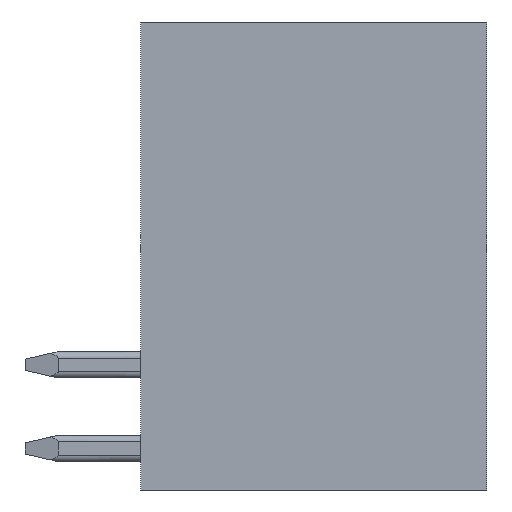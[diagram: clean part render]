
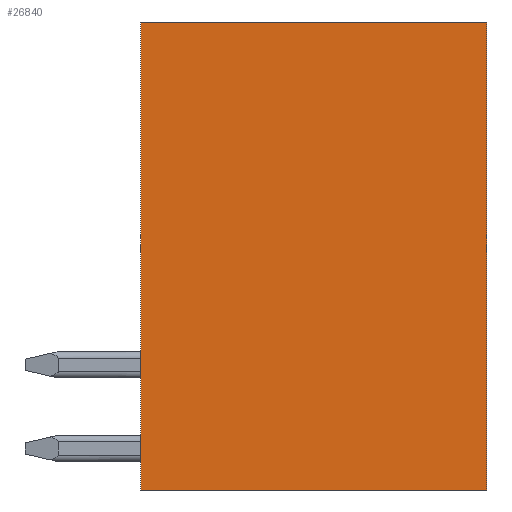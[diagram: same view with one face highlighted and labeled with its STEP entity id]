
A CAD part, front view. The second image highlights one B-rep face of the part: STEP entity #26840.
In plain terms, the highlighted planar face has unit normal (0, -1, 0).
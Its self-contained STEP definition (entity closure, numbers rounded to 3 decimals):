
#6249=DIRECTION('',(-1.,0.,0.));
#6250=VECTOR('',#6249,10.5);
#6251=CARTESIAN_POINT('',(5.25,-40.35,7.1));
#6252=LINE('',#6251,#6250);
#6253=DIRECTION('',(0.,0.,1.));
#6254=VECTOR('',#6253,14.2);
#6255=CARTESIAN_POINT('',(5.25,-40.35,-7.1));
#6256=LINE('',#6255,#6254);
#6257=DIRECTION('',(1.,0.,0.));
#6258=VECTOR('',#6257,10.5);
#6259=CARTESIAN_POINT('',(-5.25,-40.35,-7.1));
#6260=LINE('',#6259,#6258);
#6261=DIRECTION('',(0.,0.,-1.));
#6262=VECTOR('',#6261,14.2);
#6263=CARTESIAN_POINT('',(-5.25,-40.35,7.1));
#6264=LINE('',#6263,#6262);
#15325=CARTESIAN_POINT('',(5.25,-40.35,7.1));
#15326=CARTESIAN_POINT('',(-5.25,-40.35,7.1));
#15327=VERTEX_POINT('',#15325);
#15328=VERTEX_POINT('',#15326);
#15329=CARTESIAN_POINT('',(-5.25,-40.35,-7.1));
#15330=VERTEX_POINT('',#15329);
#15331=CARTESIAN_POINT('',(5.25,-40.35,-7.1));
#15332=VERTEX_POINT('',#15331);
#26829=CARTESIAN_POINT('',(0.,-40.35,0.));
#26830=DIRECTION('',(0.,-1.,0.));
#26831=DIRECTION('',(0.,0.,-1.));
#26832=AXIS2_PLACEMENT_3D('',#26829,#26830,#26831);
#26833=PLANE('',#26832);
#26834=ORIENTED_EDGE('',*,*,#26474,.F.);
#26835=ORIENTED_EDGE('',*,*,#26567,.F.);
#26836=ORIENTED_EDGE('',*,*,#26821,.F.);
#26837=ORIENTED_EDGE('',*,*,#19176,.F.);
#26838=EDGE_LOOP('',(#26834,#26835,#26836,#26837));
#26839=FACE_OUTER_BOUND('',#26838,.F.);
#26840=ADVANCED_FACE('',(#26839),#26833,.T.);
#19176=EDGE_CURVE('',#15328,#15330,#6264,.T.);
#26474=EDGE_CURVE('',#15327,#15328,#6252,.T.);
#26567=EDGE_CURVE('',#15332,#15327,#6256,.T.);
#26821=EDGE_CURVE('',#15330,#15332,#6260,.T.);
